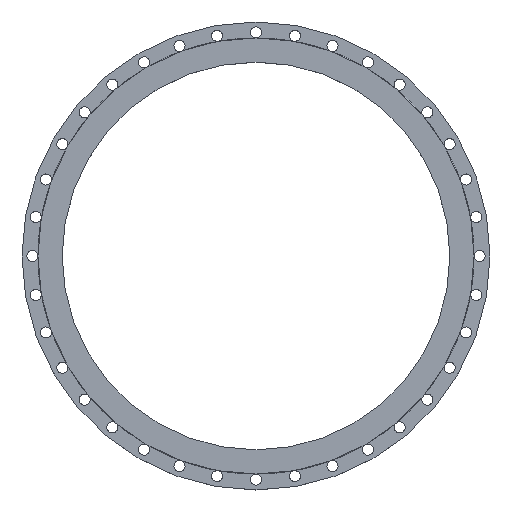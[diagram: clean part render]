
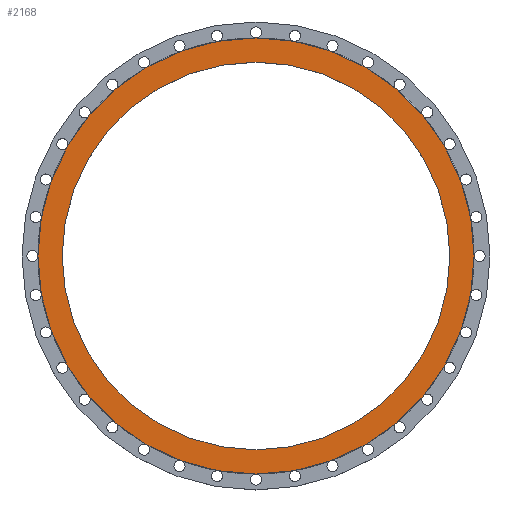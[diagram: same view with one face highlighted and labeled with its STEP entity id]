
A CAD part, top view. The second image highlights one B-rep face of the part: STEP entity #2168.
In plain terms, the highlighted planar face has unit normal (0, 0, 1).
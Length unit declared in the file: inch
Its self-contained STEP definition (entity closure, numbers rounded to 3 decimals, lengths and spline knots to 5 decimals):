
#91 = CARTESIAN_POINT ( 'NONE',  ( 17.5, 0., 0. ) ) ;
#233 = CARTESIAN_POINT ( 'NONE',  ( 19.6875, 0., 0. ) ) ;
#235 = CARTESIAN_POINT ( 'NONE',  ( 0., 0., 0. ) ) ;
#296 = DIRECTION ( 'NONE',  ( 0., 0., 1. ) ) ;
#331 = CARTESIAN_POINT ( 'NONE',  ( 0., 0., 0. ) ) ;
#393 = DIRECTION ( 'NONE',  ( 0., 0., 1. ) ) ;
#471 = ORIENTED_EDGE ( 'NONE', *, *, #720, .F. ) ;
#683 = DIRECTION ( 'NONE',  ( 0., 0., 1. ) ) ;
#720 = EDGE_CURVE ( 'NONE', #2800, #3623, #3579, .T. ) ;
#896 = DIRECTION ( 'NONE',  ( 1., 0., 0. ) ) ;
#922 = FACE_OUTER_BOUND ( 'NONE', #3609, .T. ) ;
#1008 = EDGE_LOOP ( 'NONE', ( #3461, #471 ) ) ;
#1187 = AXIS2_PLACEMENT_3D ( 'NONE', #331, #296, #896 ) ;
#1197 = DIRECTION ( 'NONE',  ( -1., 0., 0. ) ) ;
#1325 = DIRECTION ( 'NONE',  ( 1., 0., 0. ) ) ;
#1372 = VERTEX_POINT ( 'NONE', #3554 ) ;
#1448 = DIRECTION ( 'NONE',  ( 0., 0., 1. ) ) ;
#1707 = AXIS2_PLACEMENT_3D ( 'NONE', #2116, #683, #1831 ) ;
#1773 = DIRECTION ( 'NONE',  ( 0., 0., -1. ) ) ;
#1831 = DIRECTION ( 'NONE',  ( 1., 0., 0. ) ) ;
#1975 = EDGE_CURVE ( 'NONE', #3623, #2800, #3066, .T. ) ;
#1999 = AXIS2_PLACEMENT_3D ( 'NONE', #2404, #1448, #2018 ) ;
#2018 = DIRECTION ( 'NONE',  ( 1., 0., 0. ) ) ;
#2051 = CIRCLE ( 'NONE', #1999, 19.6875 ) ;
#2085 = CARTESIAN_POINT ( 'NONE',  ( 0., 17.5, 0. ) ) ;
#2116 = CARTESIAN_POINT ( 'NONE',  ( 0., 0., 0. ) ) ;
#2162 = EDGE_CURVE ( 'NONE', #1372, #2518, #3310, .T. ) ;
#2168 = ADVANCED_FACE ( 'NONE', ( #2604, #922 ), #2620, .F. ) ;
#2404 = CARTESIAN_POINT ( 'NONE',  ( 0., 0., 0. ) ) ;
#2518 = VERTEX_POINT ( 'NONE', #233 ) ;
#2604 = FACE_BOUND ( 'NONE', #1008, .T. ) ;
#2620 = PLANE ( 'NONE',  #3681 ) ;
#2654 = EDGE_CURVE ( 'NONE', #2518, #1372, #2051, .T. ) ;
#2800 = VERTEX_POINT ( 'NONE', #3106 ) ;
#3066 = CIRCLE ( 'NONE', #3133, 17.5 ) ;
#3106 = CARTESIAN_POINT ( 'NONE',  ( -17.5, 0., 0. ) ) ;
#3112 = ORIENTED_EDGE ( 'NONE', *, *, #2654, .T. ) ;
#3133 = AXIS2_PLACEMENT_3D ( 'NONE', #235, #393, #1325 ) ;
#3310 = CIRCLE ( 'NONE', #1187, 19.6875 ) ;
#3426 = ORIENTED_EDGE ( 'NONE', *, *, #2162, .T. ) ;
#3461 = ORIENTED_EDGE ( 'NONE', *, *, #1975, .F. ) ;
#3554 = CARTESIAN_POINT ( 'NONE',  ( -19.6875, 0., 0. ) ) ;
#3579 = CIRCLE ( 'NONE', #1707, 17.5 ) ;
#3609 = EDGE_LOOP ( 'NONE', ( #3112, #3426 ) ) ;
#3623 = VERTEX_POINT ( 'NONE', #91 ) ;
#3681 = AXIS2_PLACEMENT_3D ( 'NONE', #2085, #1773, #1197 ) ;
